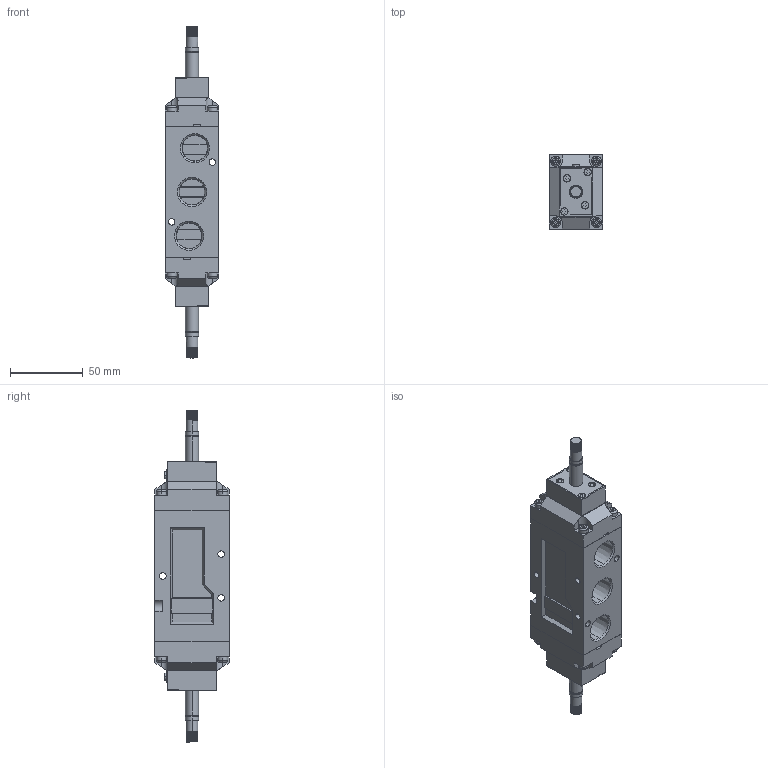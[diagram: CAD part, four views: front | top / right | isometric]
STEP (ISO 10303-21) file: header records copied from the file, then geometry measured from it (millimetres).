
FILE_DESCRIPTION (( 'STEP AP203' ), '1' );
FILE_NAME ('SF6200-IP.STEP', '2019-07-16T05:13:15', ( 'yrd2' ), ( 'Hewlett-Packard Company' ), 'SwSTEP 2.0', 'SolidWorks 2008', '' );
FILE_SCHEMA (( 'CONFIG_CONTROL_DESIGN' ));
Length unit declared in the file: millimetre
Products named in the file (4): SF6200-IP; SF6000 Body_ル遽; SF6000 Semi Pilot_ル遽; SF6000 Pilot_ル遽
Assembly tree (5 placements, depth 2):
  SF6200-IP
    SF6000 Pilot_ル遽  x2
    SF6000 Semi Pilot_ル遽  x2
    SF6000 Body_ル遽
Bounding box: 36.5 x 51 x 227.6 mm (x, y, z)
Volume: 221595.3 mm3; surface area: 54550.5 mm2
Topology: 15 solids, 15 shells, 647 faces, 1716 edges, 1128 vertices
Faces by surface type: plane 449, cylinder 142, torus 32, cone 20, bspline 4
Entity records: 13027 total; most frequent: CARTESIAN_POINT 3375, ORIENTED_EDGE 1976, DIRECTION 1817, EDGE_CURVE 988, LINE 651, VECTOR 651, VERTEX_POINT 649, AXIS2_PLACEMENT_3D 583
